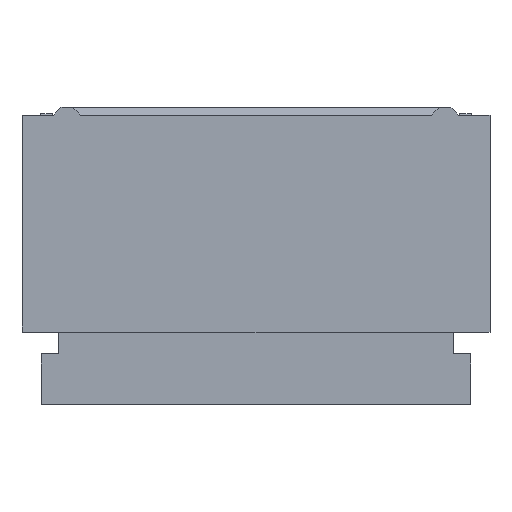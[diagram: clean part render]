
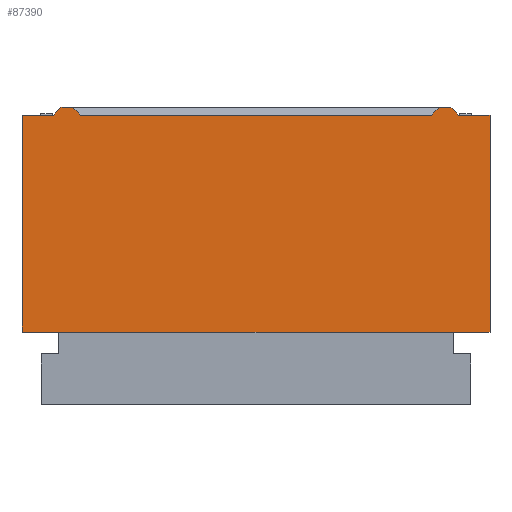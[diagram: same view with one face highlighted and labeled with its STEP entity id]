
A CAD part, top view. The second image highlights one B-rep face of the part: STEP entity #87390.
In plain terms, the highlighted planar face has unit normal (0, 0, 1).
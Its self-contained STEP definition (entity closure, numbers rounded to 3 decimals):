
#360=CARTESIAN_POINT('',(45.223,49.145,1.02));
#370=VERTEX_POINT('',#360);
#400=CARTESIAN_POINT('',(45.223,0.,1.02));
#410=DIRECTION('',(0.,-1.,0.));
#420=VECTOR('',#410,1.);
#430=LINE('',#400,#420);
#440=CARTESIAN_POINT('',(45.223,51.925,1.02));
#450=VERTEX_POINT('',#440);
#460=EDGE_CURVE('',#450,#370,#430,.T.);
#9380=CARTESIAN_POINT('',(1.5,51.925,1.02));
#9390=DIRECTION('',(1.,0.,-0.));
#9400=VECTOR('',#9390,1.);
#9410=LINE('',#9380,#9400);
#9420=CARTESIAN_POINT('',(44.823,51.925,1.02));
#9430=VERTEX_POINT('',#9420);
#9440=EDGE_CURVE('',#9430,#450,#9410,.T.);
#12920=CARTESIAN_POINT('',(-7.452,0.,1.02));
#12930=DIRECTION('',(-0.707,-0.707,0.));
#12940=VECTOR('',#12930,1.);
#12950=LINE('',#12920,#12940);
#12960=CARTESIAN_POINT('',(44.573,52.025,1.02));
#12970=VERTEX_POINT('',#12960);
#12980=CARTESIAN_POINT('',(44.473,51.925,1.02));
#12990=VERTEX_POINT('',#12980);
#13000=EDGE_CURVE('',#12970,#12990,#12950,.T.);
#31600=CARTESIAN_POINT('',(96.749,0.,1.02));
#31610=DIRECTION('',(-0.707,0.707,0.));
#31620=VECTOR('',#31610,1.);
#31630=LINE('',#31600,#31620);
#31640=CARTESIAN_POINT('',(44.723,52.025,1.02));
#31650=VERTEX_POINT('',#31640);
#31660=EDGE_CURVE('',#9430,#31650,#31630,.T.);
#45240=CARTESIAN_POINT('',(39.223,49.145,1.02));
#45250=VERTEX_POINT('',#45240);
#45280=CARTESIAN_POINT('',(9.5,49.145,1.02));
#45290=DIRECTION('',(-1.,-0.,-0.));
#45300=VECTOR('',#45290,1.);
#45310=LINE('',#45280,#45300);
#45320=EDGE_CURVE('',#370,#45250,#45310,.T.);
#84410=CARTESIAN_POINT('',(9.5,51.925,1.02));
#84420=DIRECTION('',(1.,0.,-0.));
#84430=VECTOR('',#84420,1.);
#84440=LINE('',#84410,#84430);
#84450=CARTESIAN_POINT('',(39.223,51.925,1.02));
#84460=VERTEX_POINT('',#84450);
#84470=CARTESIAN_POINT('',(39.623,51.925,1.02));
#84480=VERTEX_POINT('',#84470);
#84490=EDGE_CURVE('',#84460,#84480,#84440,.T.);
#86840=CARTESIAN_POINT('',(42.723,51.925,1.02));
#86850=DIRECTION('',(0.,-0.,1.));
#86860=DIRECTION('',(0.,1.,0.));
#86870=AXIS2_PLACEMENT_3D('',#86840,#86850,#86860);
#86880=PLANE('',#86870);
#86890=ORIENTED_EDGE('',*,*,#13000,.T.);
#86900=CARTESIAN_POINT('',(74.947,52.025,1.02));
#86910=DIRECTION('',(1.,0.,0.));
#86920=VECTOR('',#86910,1.);
#86930=LINE('',#86900,#86920);
#86940=EDGE_CURVE('',#12970,#31650,#86930,.T.);
#86950=ORIENTED_EDGE('',*,*,#86940,.F.);
#86960=ORIENTED_EDGE('',*,*,#31660,.T.);
#86970=ORIENTED_EDGE('',*,*,#9440,.F.);
#86980=ORIENTED_EDGE('',*,*,#460,.F.);
#86990=ORIENTED_EDGE('',*,*,#45320,.F.);
#87000=CARTESIAN_POINT('',(39.223,0.,1.02));
#87010=DIRECTION('',(0.,-1.,-0.));
#87020=VECTOR('',#87010,1.);
#87030=LINE('',#87000,#87020);
#87040=EDGE_CURVE('',#84460,#45250,#87030,.T.);
#87050=ORIENTED_EDGE('',*,*,#87040,.T.);
#87060=ORIENTED_EDGE('',*,*,#84490,.F.);
#87070=CARTESIAN_POINT('',(-12.302,0.,1.02));
#87080=DIRECTION('',(0.707,0.707,0.));
#87090=VECTOR('',#87080,1.);
#87100=LINE('',#87070,#87090);
#87110=CARTESIAN_POINT('',(39.723,52.025,1.02));
#87120=VERTEX_POINT('',#87110);
#87130=EDGE_CURVE('',#84480,#87120,#87100,.T.);
#87140=ORIENTED_EDGE('',*,*,#87130,.F.);
#87150=CARTESIAN_POINT('',(9.5,52.025,1.02));
#87160=DIRECTION('',(-1.,0.,0.));
#87170=VECTOR('',#87160,1.);
#87180=LINE('',#87150,#87170);
#87190=CARTESIAN_POINT('',(39.873,52.025,1.02));
#87200=VERTEX_POINT('',#87190);
#87210=EDGE_CURVE('',#87200,#87120,#87180,.T.);
#87220=ORIENTED_EDGE('',*,*,#87210,.T.);
#87230=CARTESIAN_POINT('',(91.899,0.,1.02));
#87240=DIRECTION('',(0.707,-0.707,0.));
#87250=VECTOR('',#87240,1.);
#87260=LINE('',#87230,#87250);
#87270=CARTESIAN_POINT('',(39.973,51.925,1.02));
#87280=VERTEX_POINT('',#87270);
#87290=EDGE_CURVE('',#87200,#87280,#87260,.T.);
#87300=ORIENTED_EDGE('',*,*,#87290,.F.);
#87310=CARTESIAN_POINT('',(-1.,51.925,1.02));
#87320=DIRECTION('',(1.,0.,-0.));
#87330=VECTOR('',#87320,1.);
#87340=LINE('',#87310,#87330);
#87350=EDGE_CURVE('',#87280,#12990,#87340,.T.);
#87360=ORIENTED_EDGE('',*,*,#87350,.F.);
#87370=EDGE_LOOP('',(#87360,#87300,#87220,#87140,#87060,#87050,#86990,
#86980,#86970,#86960,#86950,#86890));
#87380=FACE_OUTER_BOUND('',#87370,.T.);
#87390=ADVANCED_FACE('',(#87380),#86880,.T.);
